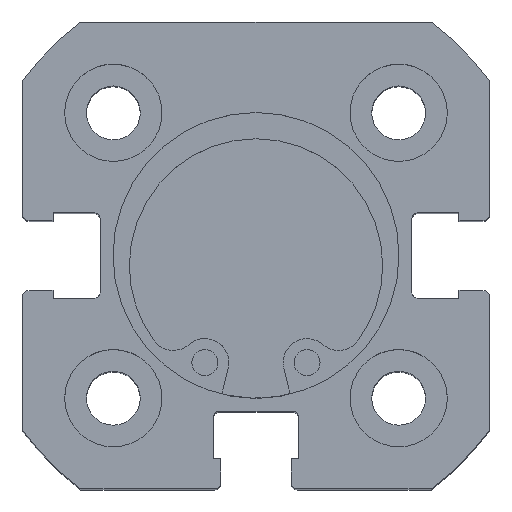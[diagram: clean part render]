
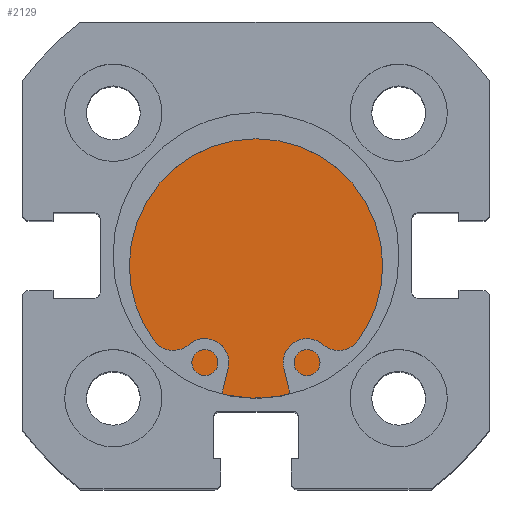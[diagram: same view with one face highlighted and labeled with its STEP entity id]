
A CAD part, top view. The second image highlights one B-rep face of the part: STEP entity #2129.
In plain terms, the highlighted face is planar.
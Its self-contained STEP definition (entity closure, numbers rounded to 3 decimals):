
#111 = CIRCLE ( 'NONE', #5804, 11. ) ;
#655 = CIRCLE ( 'NONE', #4763, 11. ) ;
#1007 = VERTEX_POINT ( 'NONE', #1282 ) ;
#1026 = VERTEX_POINT ( 'NONE', #1301 ) ;
#1282 = CARTESIAN_POINT ( 'NONE',  ( 6., 0., 11. ) ) ;
#1301 = CARTESIAN_POINT ( 'NONE',  ( 6., 0., -11. ) ) ;
#1525 = CARTESIAN_POINT ( 'NONE',  ( 6., 11., 0. ) ) ;
#1526 = PLANE ( 'NONE',  #2837 ) ;
#1528 = DIRECTION ( 'NONE',  ( -1., 0., 0. ) ) ;
#1529 = DIRECTION ( 'NONE',  ( 0., 0., 1. ) ) ;
#2129 = ADVANCED_FACE ( 'NONE', ( #5610 ), #1526, .F. ) ;
#2543 = EDGE_CURVE ( 'NONE', #1026, #1007, #111, .T. ) ;
#2837 = AXIS2_PLACEMENT_3D ( 'NONE', #1525, #1528, #1529 ) ;
#3027 = EDGE_CURVE ( 'NONE', #1007, #1026, #655, .T. ) ;
#3091 = EDGE_LOOP ( 'NONE', ( #5487, #5108 ) ) ;
#3525 = CARTESIAN_POINT ( 'NONE',  ( 6., 0., 0. ) ) ;
#3537 = DIRECTION ( 'NONE',  ( -1., 0., 0. ) ) ;
#3538 = DIRECTION ( 'NONE',  ( 0., 0., 1. ) ) ;
#4493 = CARTESIAN_POINT ( 'NONE',  ( 6., 0., 0. ) ) ;
#4506 = DIRECTION ( 'NONE',  ( -1., 0., 0. ) ) ;
#4507 = DIRECTION ( 'NONE',  ( 0., 0., 1. ) ) ;
#4763 = AXIS2_PLACEMENT_3D ( 'NONE', #4493, #4506, #4507 ) ;
#5108 = ORIENTED_EDGE ( 'NONE', *, *, #2543, .F. ) ;
#5487 = ORIENTED_EDGE ( 'NONE', *, *, #3027, .F. ) ;
#5610 = FACE_OUTER_BOUND ( 'NONE', #3091, .T. ) ;
#5804 = AXIS2_PLACEMENT_3D ( 'NONE', #3525, #3537, #3538 ) ;
